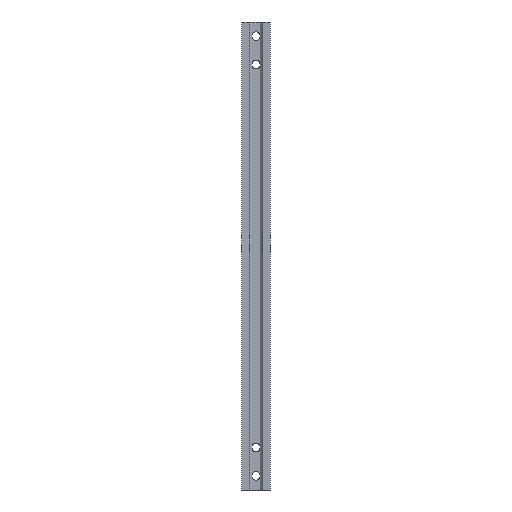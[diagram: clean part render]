
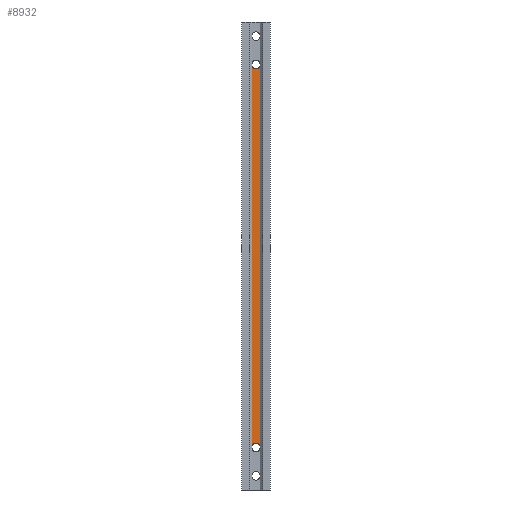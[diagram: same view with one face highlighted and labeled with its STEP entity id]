
A CAD part, front view. The second image highlights one B-rep face of the part: STEP entity #8932.
In plain terms, the highlighted planar face has unit normal (0, -1, 0).
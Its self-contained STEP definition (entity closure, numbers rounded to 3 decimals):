
#714 = PLANE('',#715);
#715 = AXIS2_PLACEMENT_3D('',#716,#717,#718);
#716 = CARTESIAN_POINT('',(5.1,-6.1,0.));
#717 = DIRECTION('',(-0.707,-0.707,0.));
#718 = DIRECTION('',(-0.707,0.707,0.));
#770 = PLANE('',#771);
#771 = AXIS2_PLACEMENT_3D('',#772,#773,#774);
#772 = CARTESIAN_POINT('',(-3.,-4.,0.));
#773 = DIRECTION('',(0.707,-0.707,0.));
#774 = DIRECTION('',(-0.707,-0.707,0.));
#4609 = VERTEX_POINT('',#4610);
#4610 = CARTESIAN_POINT('',(3.,-4.,300.));
#4636 = EDGE_CURVE('',#4637,#4609,#4639,.T.);
#4637 = VERTEX_POINT('',#4638);
#4638 = CARTESIAN_POINT('',(3.,-4.,30.));
#4639 = SURFACE_CURVE('',#4640,(#4644,#4651),.PCURVE_S1.);
#4640 = LINE('',#4641,#4642);
#4641 = CARTESIAN_POINT('',(3.,-4.,0.));
#4642 = VECTOR('',#4643,1.);
#4643 = DIRECTION('',(0.,0.,1.));
#4644 = PCURVE('',#714,#4645);
#4645 = DEFINITIONAL_REPRESENTATION('',(#4646),#4650);
#4646 = LINE('',#4647,#4648);
#4647 = CARTESIAN_POINT('',(2.97,0.));
#4648 = VECTOR('',#4649,1.);
#4649 = DIRECTION('',(0.,-1.));
#4650 = ( GEOMETRIC_REPRESENTATION_CONTEXT(2) 
PARAMETRIC_REPRESENTATION_CONTEXT() REPRESENTATION_CONTEXT('2D SPACE',''
  ) );
#4651 = PCURVE('',#4652,#4657);
#4652 = PLANE('',#4653);
#4653 = AXIS2_PLACEMENT_3D('',#4654,#4655,#4656);
#4654 = CARTESIAN_POINT('',(3.,-4.,0.));
#4655 = DIRECTION('',(0.,-1.,0.));
#4656 = DIRECTION('',(-1.,0.,0.));
#4657 = DEFINITIONAL_REPRESENTATION('',(#4658),#4662);
#4658 = LINE('',#4659,#4660);
#4659 = CARTESIAN_POINT('',(0.,-0.));
#4660 = VECTOR('',#4661,1.);
#4661 = DIRECTION('',(0.,-1.));
#4662 = ( GEOMETRIC_REPRESENTATION_CONTEXT(2) 
PARAMETRIC_REPRESENTATION_CONTEXT() REPRESENTATION_CONTEXT('2D SPACE',''
  ) );
#4739 = VERTEX_POINT('',#4740);
#4740 = CARTESIAN_POINT('',(-3.,-4.,30.));
#4761 = EDGE_CURVE('',#4739,#4762,#4764,.T.);
#4762 = VERTEX_POINT('',#4763);
#4763 = CARTESIAN_POINT('',(-3.,-4.,300.));
#4764 = SURFACE_CURVE('',#4765,(#4769,#4776),.PCURVE_S1.);
#4765 = LINE('',#4766,#4767);
#4766 = CARTESIAN_POINT('',(-3.,-4.,0.));
#4767 = VECTOR('',#4768,1.);
#4768 = DIRECTION('',(0.,0.,1.));
#4769 = PCURVE('',#770,#4770);
#4770 = DEFINITIONAL_REPRESENTATION('',(#4771),#4775);
#4771 = LINE('',#4772,#4773);
#4772 = CARTESIAN_POINT('',(0.,0.));
#4773 = VECTOR('',#4774,1.);
#4774 = DIRECTION('',(0.,-1.));
#4775 = ( GEOMETRIC_REPRESENTATION_CONTEXT(2) 
PARAMETRIC_REPRESENTATION_CONTEXT() REPRESENTATION_CONTEXT('2D SPACE',''
  ) );
#4776 = PCURVE('',#4652,#4777);
#4777 = DEFINITIONAL_REPRESENTATION('',(#4778),#4782);
#4778 = LINE('',#4779,#4780);
#4779 = CARTESIAN_POINT('',(6.,0.));
#4780 = VECTOR('',#4781,1.);
#4781 = DIRECTION('',(0.,-1.));
#4782 = ( GEOMETRIC_REPRESENTATION_CONTEXT(2) 
PARAMETRIC_REPRESENTATION_CONTEXT() REPRESENTATION_CONTEXT('2D SPACE',''
  ) );
#6601 = CYLINDRICAL_SURFACE('',#6602,3.);
#6602 = AXIS2_PLACEMENT_3D('',#6603,#6604,#6605);
#6603 = CARTESIAN_POINT('',(0.,4.,30.));
#6604 = DIRECTION('',(0.,1.,0.));
#6605 = DIRECTION('',(-1.,0.,0.));
#6655 = CYLINDRICAL_SURFACE('',#6656,3.);
#6656 = AXIS2_PLACEMENT_3D('',#6657,#6658,#6659);
#6657 = CARTESIAN_POINT('',(0.,4.,300.));
#6658 = DIRECTION('',(0.,1.,0.));
#6659 = DIRECTION('',(-1.,0.,0.));
#8932 = ADVANCED_FACE('',(#8933),#4652,.T.);
#8933 = FACE_BOUND('',#8934,.T.);
#8934 = EDGE_LOOP('',(#8935,#8961,#8962,#8988));
#8935 = ORIENTED_EDGE('',*,*,#8936,.T.);
#8936 = EDGE_CURVE('',#4739,#4637,#8937,.T.);
#8937 = SURFACE_CURVE('',#8938,(#8943,#8954),.PCURVE_S1.);
#8938 = CIRCLE('',#8939,3.);
#8939 = AXIS2_PLACEMENT_3D('',#8940,#8941,#8942);
#8940 = CARTESIAN_POINT('',(0.,-4.,30.));
#8941 = DIRECTION('',(0.,1.,0.));
#8942 = DIRECTION('',(-1.,0.,0.));
#8943 = PCURVE('',#4652,#8944);
#8944 = DEFINITIONAL_REPRESENTATION('',(#8945),#8953);
#8945 = ( BOUNDED_CURVE() B_SPLINE_CURVE(2,(#8946,#8947,#8948,#8949,
#8950,#8951,#8952),.UNSPECIFIED.,.T.,.F.) B_SPLINE_CURVE_WITH_KNOTS((1,2
    ,2,2,2,1),(-2.094,0.,2.094,4.189,
6.283,8.378),.UNSPECIFIED.) CURVE() 
GEOMETRIC_REPRESENTATION_ITEM() RATIONAL_B_SPLINE_CURVE((1.,0.5,1.,0.5,
1.,0.5,1.)) REPRESENTATION_ITEM('') );
#8946 = CARTESIAN_POINT('',(6.,-30.));
#8947 = CARTESIAN_POINT('',(6.,-35.196));
#8948 = CARTESIAN_POINT('',(1.5,-32.598));
#8949 = CARTESIAN_POINT('',(-3.,-30.));
#8950 = CARTESIAN_POINT('',(1.5,-27.402));
#8951 = CARTESIAN_POINT('',(6.,-24.804));
#8952 = CARTESIAN_POINT('',(6.,-30.));
#8953 = ( GEOMETRIC_REPRESENTATION_CONTEXT(2) 
PARAMETRIC_REPRESENTATION_CONTEXT() REPRESENTATION_CONTEXT('2D SPACE',''
  ) );
#8954 = PCURVE('',#6601,#8955);
#8955 = DEFINITIONAL_REPRESENTATION('',(#8956),#8960);
#8956 = LINE('',#8957,#8958);
#8957 = CARTESIAN_POINT('',(0.,-8.));
#8958 = VECTOR('',#8959,1.);
#8959 = DIRECTION('',(1.,0.));
#8960 = ( GEOMETRIC_REPRESENTATION_CONTEXT(2) 
PARAMETRIC_REPRESENTATION_CONTEXT() REPRESENTATION_CONTEXT('2D SPACE',''
  ) );
#8961 = ORIENTED_EDGE('',*,*,#4636,.T.);
#8962 = ORIENTED_EDGE('',*,*,#8963,.T.);
#8963 = EDGE_CURVE('',#4609,#4762,#8964,.T.);
#8964 = SURFACE_CURVE('',#8965,(#8970,#8981),.PCURVE_S1.);
#8965 = CIRCLE('',#8966,3.);
#8966 = AXIS2_PLACEMENT_3D('',#8967,#8968,#8969);
#8967 = CARTESIAN_POINT('',(0.,-4.,300.));
#8968 = DIRECTION('',(0.,1.,0.));
#8969 = DIRECTION('',(-1.,0.,0.));
#8970 = PCURVE('',#4652,#8971);
#8971 = DEFINITIONAL_REPRESENTATION('',(#8972),#8980);
#8972 = ( BOUNDED_CURVE() B_SPLINE_CURVE(2,(#8973,#8974,#8975,#8976,
#8977,#8978,#8979),.UNSPECIFIED.,.T.,.F.) B_SPLINE_CURVE_WITH_KNOTS((1,2
    ,2,2,2,1),(-2.094,0.,2.094,4.189,
6.283,8.378),.UNSPECIFIED.) CURVE() 
GEOMETRIC_REPRESENTATION_ITEM() RATIONAL_B_SPLINE_CURVE((1.,0.5,1.,0.5,
1.,0.5,1.)) REPRESENTATION_ITEM('') );
#8973 = CARTESIAN_POINT('',(6.,-300.));
#8974 = CARTESIAN_POINT('',(6.,-305.196));
#8975 = CARTESIAN_POINT('',(1.5,-302.598));
#8976 = CARTESIAN_POINT('',(-3.,-300.));
#8977 = CARTESIAN_POINT('',(1.5,-297.402));
#8978 = CARTESIAN_POINT('',(6.,-294.804));
#8979 = CARTESIAN_POINT('',(6.,-300.));
#8980 = ( GEOMETRIC_REPRESENTATION_CONTEXT(2) 
PARAMETRIC_REPRESENTATION_CONTEXT() REPRESENTATION_CONTEXT('2D SPACE',''
  ) );
#8981 = PCURVE('',#6655,#8982);
#8982 = DEFINITIONAL_REPRESENTATION('',(#8983),#8987);
#8983 = LINE('',#8984,#8985);
#8984 = CARTESIAN_POINT('',(0.,-8.));
#8985 = VECTOR('',#8986,1.);
#8986 = DIRECTION('',(1.,0.));
#8987 = ( GEOMETRIC_REPRESENTATION_CONTEXT(2) 
PARAMETRIC_REPRESENTATION_CONTEXT() REPRESENTATION_CONTEXT('2D SPACE',''
  ) );
#8988 = ORIENTED_EDGE('',*,*,#4761,.F.);
